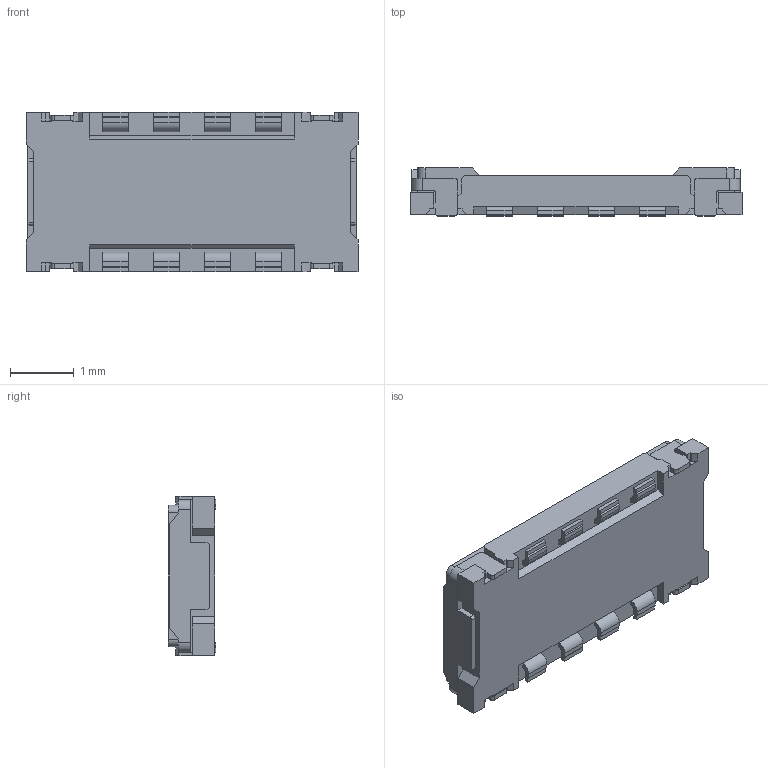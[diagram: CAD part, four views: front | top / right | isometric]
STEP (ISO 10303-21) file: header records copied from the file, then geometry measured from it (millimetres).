
FILE_DESCRIPTION((''),'2;1');
FILE_NAME('1042490810','2016-10-24T',('rlalsangi'),(''),'PRO/ENGINEER BY PARAMETRIC TECHNOLOGY CORPORATION, 2012310','PRO/ENGINEER BY PARAMETRIC TECHNOLOGY CORPORATION, 2012310','');
FILE_SCHEMA(('CONFIG_CONTROL_DESIGN'));
Length unit declared in the file: millimetre
Products named in the file (1): 1042490810
Bounding box: 5.2 x 0.75 x 2.5 mm (x, y, z)
Volume: 5.7 mm3; surface area: 51.5 mm2
Topology: 1 solids, 1 shells, 371 faces, 1096 edges, 744 vertices
Faces by surface type: plane 291, cylinder 80
Entity records: 12293 total; most frequent: CARTESIAN_POINT 2184, ORIENTED_EDGE 2096, DIRECTION 2000, EDGE_CURVE 1048, VECTOR 928, LINE 928, VERTEX_POINT 696, AXIS2_PLACEMENT_3D 536
